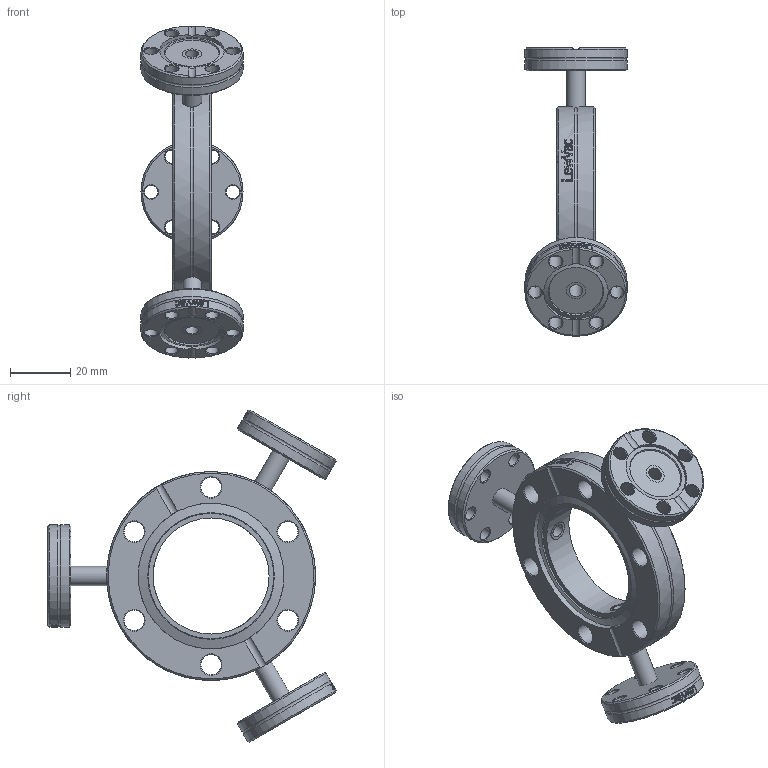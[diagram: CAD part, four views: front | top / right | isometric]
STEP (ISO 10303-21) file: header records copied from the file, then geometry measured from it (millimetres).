
FILE_DESCRIPTION(/* description */ (''),/* implementation_level */ '2;1');
FILE_NAME(/* name */ 'FL-DS40-3SP16CF.stp',/* time_stamp */ '2022-11-24T15:47:58Z',/* author */ ('Paul'),/* organization */ (''),/* preprocessor_version */ 'ST-DEVELOPER v19.2',/* originating_system */ 'Autodesk Inventor 2023',/* authorisation */ '');
FILE_SCHEMA (('AUTOMOTIVE_DESIGN { 1 0 10303 214 3 1 1 }'));
Length unit declared in the file: millimetre
Products named in the file (5): FL-DS40-3SP16CF; FL-DS40-38 side bored for 3 x6.25 tube; FL-16CF bored for 6.35; FL-16CF bored for 6.35_1; tube
Assembly tree (7 placements, depth 2):
  FL-DS40-3SP16CF
    FL-DS40-38 side bored for 3 x6.25 tube
    FL-16CF bored for 6.35
    tube  x3
    FL-16CF bored for 6.35_1  x2
Bounding box: 33.8 x 95.37 x 109.88 mm (x, y, z)
Volume: 44999.1 mm3; surface area: 24753.3 mm2
Topology: 7 solids, 7 shells, 521 faces, 1434 edges, 958 vertices
Faces by surface type: plane 188, bspline 164, cylinder 93, cone 70, torus 6
Full cylindrical faces by diameter (mm): 4.4 x18, 4.5 x3, 6.35 x9, 6.7 x6, 21.4 x3, 33.8 x6, 38.4 x1, 48.26 x2, 69.1 x2
Entity records: 17157 total; most frequent: CARTESIAN_POINT 7569, ORIENTED_EDGE 2134, DIRECTION 1661, EDGE_CURVE 1067, VERTEX_POINT 706, AXIS2_PLACEMENT_3D 621, EDGE_LOOP 457, LINE 419
